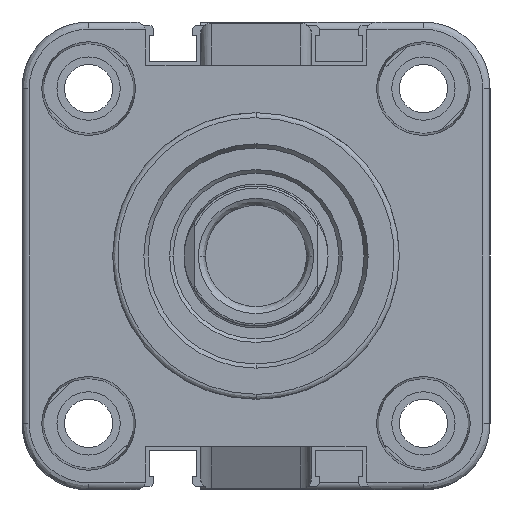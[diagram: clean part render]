
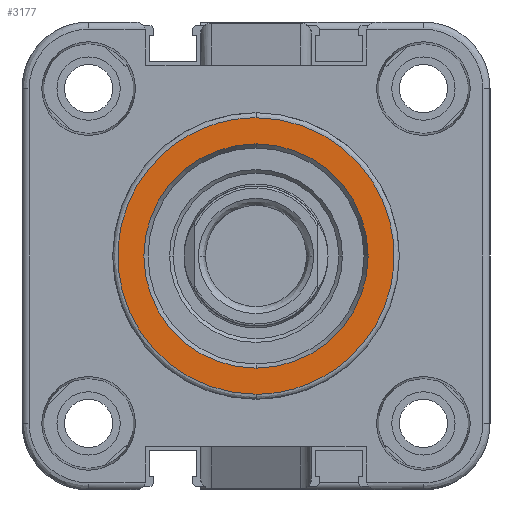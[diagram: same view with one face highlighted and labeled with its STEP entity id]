
A CAD part, front view. The second image highlights one B-rep face of the part: STEP entity #3177.
In plain terms, the highlighted face is planar.
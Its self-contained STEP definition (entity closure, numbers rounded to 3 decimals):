
#849 = AXIS2_PLACEMENT_3D ( 'NONE', #14078, #7680, #7578 ) ;
#1023 = FACE_OUTER_BOUND ( 'NONE', #5933, .T. ) ;
#1599 = PLANE ( 'NONE',  #11504 ) ;
#2301 = CARTESIAN_POINT ( 'NONE',  ( 274.95, 176.038, 307.666 ) ) ;
#2837 = DIRECTION ( 'NONE',  ( -1., 0., 0. ) ) ;
#3177 = ADVANCED_FACE ( 'NONE', ( #6801, #1023 ), #1599, .F. ) ;
#3299 = DIRECTION ( 'NONE',  ( 1., 0., 0. ) ) ;
#3329 = ORIENTED_EDGE ( 'NONE', *, *, #7143, .F. ) ;
#3336 = EDGE_CURVE ( 'NONE', #12432, #12717, #11053, .T. ) ;
#3371 = CARTESIAN_POINT ( 'NONE',  ( 274.95, 214.438, 307.666 ) ) ;
#3555 = ORIENTED_EDGE ( 'NONE', *, *, #5055, .F. ) ;
#4455 = CARTESIAN_POINT ( 'NONE',  ( 274.95, 214.438, 269.266 ) ) ;
#5055 = EDGE_CURVE ( 'NONE', #12215, #5263, #13478, .T. ) ;
#5263 = VERTEX_POINT ( 'NONE', #11251 ) ;
#5933 = EDGE_LOOP ( 'NONE', ( #8919, #3329 ) ) ;
#6134 = CARTESIAN_POINT ( 'NONE',  ( 274.95, 234.338, 288.466 ) ) ;
#6141 = EDGE_LOOP ( 'NONE', ( #8675, #3555 ) ) ;
#6448 = CIRCLE ( 'NONE', #849, 15.577 ) ;
#6801 = FACE_BOUND ( 'NONE', #6141, .T. ) ;
#7143 = EDGE_CURVE ( 'NONE', #12717, #12432, #9671, .T. ) ;
#7578 = DIRECTION ( 'NONE',  ( 0., 0., -1. ) ) ;
#7680 = DIRECTION ( 'NONE',  ( 1., 0., 0. ) ) ;
#8675 = ORIENTED_EDGE ( 'NONE', *, *, #11004, .F. ) ;
#8919 = ORIENTED_EDGE ( 'NONE', *, *, #3336, .F. ) ;
#9280 = CARTESIAN_POINT ( 'NONE',  ( 274.95, 214.438, 304.043 ) ) ;
#9337 = DIRECTION ( 'NONE',  ( 0., 0., 1. ) ) ;
#9671 =( BOUNDED_CURVE ( )  B_SPLINE_CURVE ( 3, ( #10869, #13113, #2301, #13056 ),
 .UNSPECIFIED., .F., .F. ) 
 B_SPLINE_CURVE_WITH_KNOTS ( ( 4, 4 ),
 ( 0., 1. ),
 .UNSPECIFIED. ) 
 CURVE ( )  GEOMETRIC_REPRESENTATION_ITEM ( )  RATIONAL_B_SPLINE_CURVE ( ( 1., 0.333, 0.333, 1. ) ) 
 REPRESENTATION_ITEM ( '' )  );
#10191 = CARTESIAN_POINT ( 'NONE',  ( 274.95, 252.838, 307.666 ) ) ;
#10869 = CARTESIAN_POINT ( 'NONE',  ( 274.95, 214.438, 269.266 ) ) ;
#10983 = CARTESIAN_POINT ( 'NONE',  ( 274.95, 214.438, 288.466 ) ) ;
#11004 = EDGE_CURVE ( 'NONE', #5263, #12215, #6448, .T. ) ;
#11053 =( BOUNDED_CURVE ( )  B_SPLINE_CURVE ( 3, ( #3371, #10191, #13607, #11748 ),
 .UNSPECIFIED., .F., .F. ) 
 B_SPLINE_CURVE_WITH_KNOTS ( ( 4, 4 ),
 ( 0., 1. ),
 .UNSPECIFIED. ) 
 CURVE ( )  GEOMETRIC_REPRESENTATION_ITEM ( )  RATIONAL_B_SPLINE_CURVE ( ( 1., 0.333, 0.333, 1. ) ) 
 REPRESENTATION_ITEM ( '' )  );
#11251 = CARTESIAN_POINT ( 'NONE',  ( 274.95, 214.438, 272.889 ) ) ;
#11504 = AXIS2_PLACEMENT_3D ( 'NONE', #6134, #2837, #9337 ) ;
#11748 = CARTESIAN_POINT ( 'NONE',  ( 274.95, 214.438, 269.266 ) ) ;
#11808 = AXIS2_PLACEMENT_3D ( 'NONE', #10983, #3299, #12072 ) ;
#12072 = DIRECTION ( 'NONE',  ( 0., 0., -1. ) ) ;
#12215 = VERTEX_POINT ( 'NONE', #9280 ) ;
#12432 = VERTEX_POINT ( 'NONE', #12830 ) ;
#12717 = VERTEX_POINT ( 'NONE', #4455 ) ;
#12830 = CARTESIAN_POINT ( 'NONE',  ( 274.95, 214.438, 307.666 ) ) ;
#13056 = CARTESIAN_POINT ( 'NONE',  ( 274.95, 214.438, 307.666 ) ) ;
#13113 = CARTESIAN_POINT ( 'NONE',  ( 274.95, 176.038, 269.266 ) ) ;
#13478 = CIRCLE ( 'NONE', #11808, 15.577 ) ;
#13607 = CARTESIAN_POINT ( 'NONE',  ( 274.95, 252.838, 269.266 ) ) ;
#14078 = CARTESIAN_POINT ( 'NONE',  ( 274.95, 214.438, 288.466 ) ) ;
